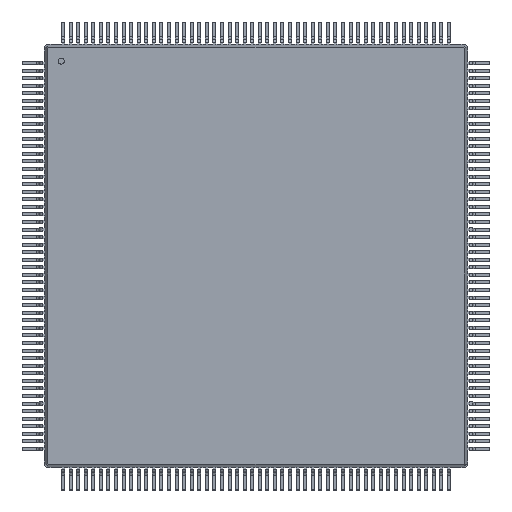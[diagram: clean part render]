
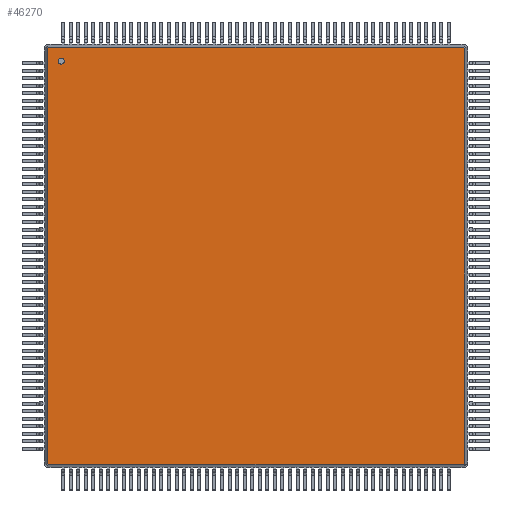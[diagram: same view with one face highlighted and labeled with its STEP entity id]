
A CAD part, top view. The second image highlights one B-rep face of the part: STEP entity #46270.
In plain terms, the highlighted planar face has unit normal (0, 0, 1).
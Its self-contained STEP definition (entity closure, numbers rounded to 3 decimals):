
#27=VECTOR('',#28,1.);
#28=DIRECTION('',(1.,0.,0.));
#467=VECTOR('',#468,1.);
#468=DIRECTION('',(0.707,-0.707,0.));
#474=VECTOR('',#475,1.);
#475=DIRECTION('',(0.,-1.,0.));
#481=VECTOR('',#482,1.);
#482=DIRECTION('',(-0.707,-0.707,0.));
#488=VECTOR('',#489,1.);
#489=DIRECTION('',(-1.,0.,0.));
#495=VECTOR('',#496,1.);
#496=DIRECTION('',(-0.707,0.707,0.));
#502=VECTOR('',#503,1.);
#503=DIRECTION('',(0.,1.,0.));
#507=VECTOR('',#508,1.);
#508=DIRECTION('',(0.707,0.707,0.));
#4026=DIRECTION('',(0.,0.,-1.));
#18136=VERTEX_POINT('',#18137);
#18137=CARTESIAN_POINT('',(-13.776,13.713,1.6));
#18140=EDGE_CURVE('',#18141,#18136,#18143,.T.);
#18141=VERTEX_POINT('',#18142);
#18142=CARTESIAN_POINT('',(-13.776,-13.713,1.6));
#18143=LINE('',#18142,#502);
#18154=VERTEX_POINT('',#18155);
#18155=CARTESIAN_POINT('',(-13.713,13.776,1.6));
#18158=EDGE_CURVE('',#18136,#18154,#18159,.T.);
#18159=LINE('',#18137,#507);
#18324=VERTEX_POINT('',#18325);
#18325=CARTESIAN_POINT('',(13.713,13.776,1.6));
#18328=EDGE_CURVE('',#18154,#18324,#18329,.T.);
#18329=LINE('',#18155,#27);
#23020=VERTEX_POINT('',#23021);
#23021=CARTESIAN_POINT('',(13.776,13.713,1.6));
#23024=EDGE_CURVE('',#18324,#23020,#23025,.T.);
#23025=LINE('',#18325,#467);
#23450=VERTEX_POINT('',#23451);
#23451=CARTESIAN_POINT('',(13.776,-13.713,1.6));
#23454=EDGE_CURVE('',#23020,#23450,#23455,.T.);
#23455=LINE('',#23021,#474);
#46270=ADVANCED_FACE('',(#46271,#46291),#46301,.F.);
#46271=FACE_BOUND('',#46272,.F.);
#46272=EDGE_LOOP('',(#46273,#46274,#46275,#46276,#46281,#46286,#46289,#46290));
#46273=ORIENTED_EDGE('',*,*,#18328,.T.);
#46274=ORIENTED_EDGE('',*,*,#23024,.T.);
#46275=ORIENTED_EDGE('',*,*,#23454,.T.);
#46276=ORIENTED_EDGE('',*,*,#46277,.T.);
#46277=EDGE_CURVE('',#23450,#46278,#46280,.T.);
#46278=VERTEX_POINT('',#46279);
#46279=CARTESIAN_POINT('',(13.713,-13.776,1.6));
#46280=LINE('',#23451,#481);
#46281=ORIENTED_EDGE('',*,*,#46282,.T.);
#46282=EDGE_CURVE('',#46278,#46283,#46285,.T.);
#46283=VERTEX_POINT('',#46284);
#46284=CARTESIAN_POINT('',(-13.713,-13.776,1.6));
#46285=LINE('',#46279,#488);
#46286=ORIENTED_EDGE('',*,*,#46287,.T.);
#46287=EDGE_CURVE('',#46283,#18141,#46288,.T.);
#46288=LINE('',#46284,#495);
#46289=ORIENTED_EDGE('',*,*,#18140,.T.);
#46290=ORIENTED_EDGE('',*,*,#18158,.T.);
#46291=FACE_BOUND('',#46292,.F.);
#46292=EDGE_LOOP('',(#46293));
#46293=ORIENTED_EDGE('',*,*,#46294,.F.);
#46294=EDGE_CURVE('',#46295,#46295,#46297,.T.);
#46295=VERTEX_POINT('',#46296);
#46296=CARTESIAN_POINT('',(-12.876,12.676,1.6));
#46297=CIRCLE('',#46298,0.2);
#46298=AXIS2_PLACEMENT_3D('',#46299,#46300,#475);
#46299=CARTESIAN_POINT('',(-12.876,12.876,1.6));
#46300=DIRECTION('',(0.,-0.,-1.));
#46301=PLANE('',#46302);
#46302=AXIS2_PLACEMENT_3D('',#18155,#4026,#46303);
#46303=DIRECTION('',(0.705,-0.709,0.));
